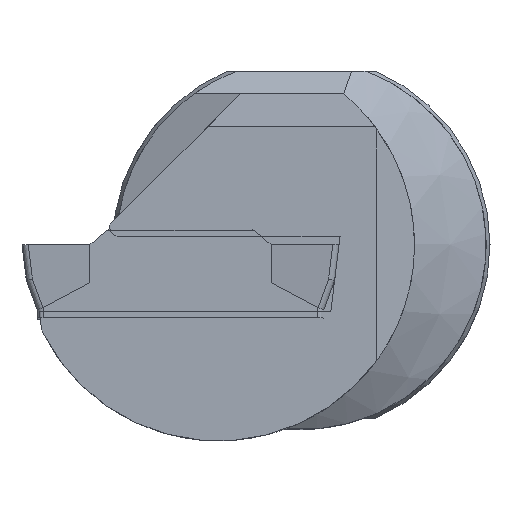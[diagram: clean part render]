
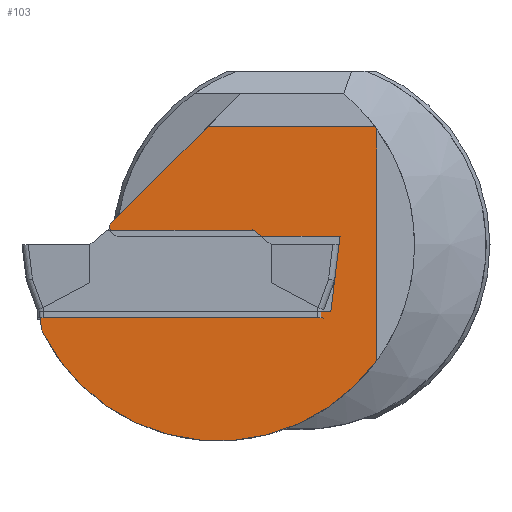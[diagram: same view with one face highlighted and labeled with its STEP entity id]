
A CAD part, left-side view. The second image highlights one B-rep face of the part: STEP entity #103.
In plain terms, the highlighted planar face has unit normal (-1, 0, 0).
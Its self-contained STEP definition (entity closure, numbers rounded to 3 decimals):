
#58=PLANE('',#1204);
#103=ADVANCED_FACE('',(#183),#58,.T.);
#183=FACE_OUTER_BOUND('',#245,.T.);
#245=EDGE_LOOP('',(#585,#586,#587,#588,#589,#590,#591,#592,#593,#594));
#359=LINE('',#1731,#464);
#360=LINE('',#1734,#465);
#361=LINE('',#1736,#466);
#362=LINE('',#1740,#467);
#363=LINE('',#1744,#468);
#364=LINE('',#1746,#469);
#365=LINE('',#1750,#470);
#464=VECTOR('',#1330,1.);
#465=VECTOR('',#1331,1.);
#466=VECTOR('',#1332,1.);
#467=VECTOR('',#1335,1.);
#468=VECTOR('',#1338,1.);
#469=VECTOR('',#1339,1.);
#470=VECTOR('',#1342,1.);
#585=ORIENTED_EDGE('',*,*,#1026,.T.);
#586=ORIENTED_EDGE('',*,*,#1027,.T.);
#587=ORIENTED_EDGE('',*,*,#1028,.F.);
#588=ORIENTED_EDGE('',*,*,#1029,.F.);
#589=ORIENTED_EDGE('',*,*,#1030,.F.);
#590=ORIENTED_EDGE('',*,*,#1031,.F.);
#591=ORIENTED_EDGE('',*,*,#1032,.T.);
#592=ORIENTED_EDGE('',*,*,#1033,.F.);
#593=ORIENTED_EDGE('',*,*,#1034,.T.);
#594=ORIENTED_EDGE('',*,*,#1035,.T.);
#915=VERTEX_POINT('',#1732);
#916=VERTEX_POINT('',#1733);
#917=VERTEX_POINT('',#1735);
#918=VERTEX_POINT('',#1737);
#919=VERTEX_POINT('',#1739);
#920=VERTEX_POINT('',#1741);
#921=VERTEX_POINT('',#1743);
#922=VERTEX_POINT('',#1745);
#923=VERTEX_POINT('',#1747);
#924=VERTEX_POINT('',#1749);
#1026=EDGE_CURVE('',#915,#916,#359,.T.);
#1027=EDGE_CURVE('',#916,#917,#360,.T.);
#1028=EDGE_CURVE('',#918,#917,#361,.T.);
#1029=EDGE_CURVE('',#919,#918,#1178,.T.);
#1030=EDGE_CURVE('',#920,#919,#362,.T.);
#1031=EDGE_CURVE('',#921,#920,#1179,.T.);
#1032=EDGE_CURVE('',#921,#922,#363,.T.);
#1033=EDGE_CURVE('',#923,#922,#364,.T.);
#1034=EDGE_CURVE('',#923,#924,#1180,.T.);
#1035=EDGE_CURVE('',#924,#915,#365,.T.);
#1178=CIRCLE('',#1201,13.);
#1179=CIRCLE('',#1202,13.);
#1180=CIRCLE('',#1203,0.6);
#1201=AXIS2_PLACEMENT_3D('',#1738,#1333,#1334);
#1202=AXIS2_PLACEMENT_3D('',#1742,#1336,#1337);
#1203=AXIS2_PLACEMENT_3D('',#1748,#1340,#1341);
#1204=AXIS2_PLACEMENT_3D('',#1751,#1343,#1344);
#1330=DIRECTION('',(0.,0.122,-0.993));
#1331=DIRECTION('',(0.,1.,0.));
#1332=DIRECTION('',(0.,0.122,0.993));
#1333=DIRECTION('',(1.,0.,0.));
#1334=DIRECTION('',(0.,0.,1.));
#1335=DIRECTION('',(0.,0.,-1.));
#1336=DIRECTION('',(1.,0.,0.));
#1337=DIRECTION('',(0.,0.,1.));
#1338=DIRECTION('',(0.,1.,0.));
#1339=DIRECTION('',(0.,-0.707,0.707));
#1340=DIRECTION('',(-1.,0.,0.));
#1341=DIRECTION('',(0.,0.,1.));
#1342=DIRECTION('',(0.,-1.,0.));
#1343=DIRECTION('',(-1.,0.,0.));
#1344=DIRECTION('',(0.,0.,1.));
#1731=CARTESIAN_POINT('',(0.4,-2.463,-0.302));
#1732=CARTESIAN_POINT('',(0.4,-2.568,0.551));
#1733=CARTESIAN_POINT('',(0.4,-1.953,-4.451));
#1734=CARTESIAN_POINT('',(0.4,0.,-4.451));
#1735=CARTESIAN_POINT('',(0.4,17.355,-4.451));
#1736=CARTESIAN_POINT('',(0.4,17.635,-2.165));
#1737=CARTESIAN_POINT('',(0.4,17.207,-5.651));
#1738=CARTESIAN_POINT('',(0.4,5.5,0.));
#1739=CARTESIAN_POINT('',(0.4,-5.,-7.665));
#1740=CARTESIAN_POINT('',(0.4,-5.,332.924));
#1741=CARTESIAN_POINT('',(0.4,-5.,7.665));
#1742=CARTESIAN_POINT('',(0.4,5.5,0.));
#1743=CARTESIAN_POINT('',(0.4,-4.859,7.855));
#1744=CARTESIAN_POINT('',(0.4,0.,7.855));
#1745=CARTESIAN_POINT('',(0.4,6.165,7.855));
#1746=CARTESIAN_POINT('',(0.4,7.01,7.01));
#1747=CARTESIAN_POINT('',(0.4,12.65,1.37));
#1748=CARTESIAN_POINT('',(0.4,12.091,1.151));
#1749=CARTESIAN_POINT('',(0.4,12.091,0.551));
#1750=CARTESIAN_POINT('',(0.4,0.,0.551));
#1751=CARTESIAN_POINT('',(0.4,0.,0.));
